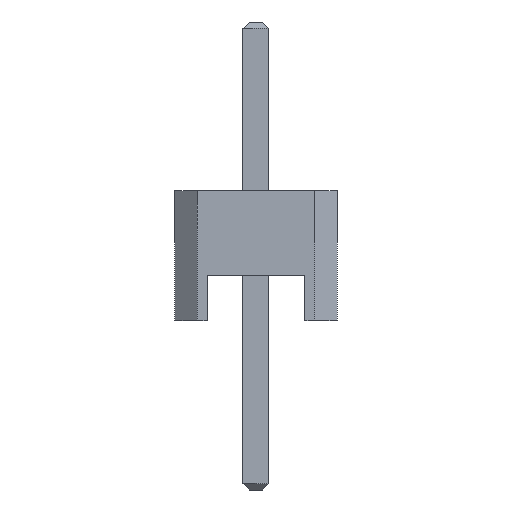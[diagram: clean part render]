
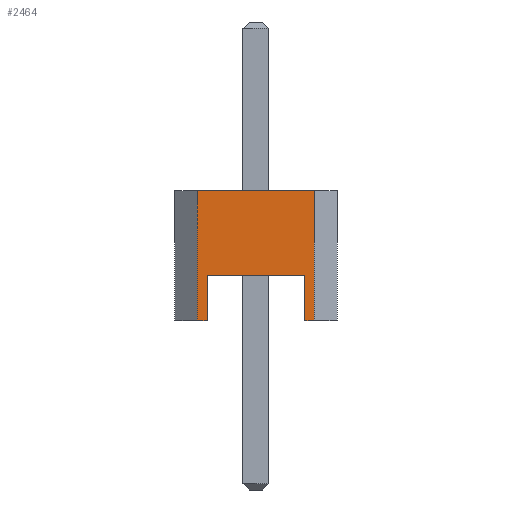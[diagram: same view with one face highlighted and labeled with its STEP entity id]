
A CAD part, left-side view. The second image highlights one B-rep face of the part: STEP entity #2464.
In plain terms, the highlighted planar face has unit normal (-1, 0, 0).
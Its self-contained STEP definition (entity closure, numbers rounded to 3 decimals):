
#67 = PLANE('',#68);
#68 = AXIS2_PLACEMENT_3D('',#69,#70,#71);
#69 = CARTESIAN_POINT('',(0.,0.,2.));
#70 = DIRECTION('',(0.,0.,1.));
#71 = DIRECTION('',(1.,0.,0.));
#1346 = VERTEX_POINT('',#1347);
#1347 = CARTESIAN_POINT('',(-3.81,0.9,2.));
#1361 = PLANE('',#1362);
#1362 = AXIS2_PLACEMENT_3D('',#1363,#1364,#1365);
#1363 = CARTESIAN_POINT('',(-3.81,0.9,0.));
#1364 = DIRECTION('',(-0.775,0.631,0.));
#1365 = DIRECTION('',(0.631,0.775,0.));
#1373 = EDGE_CURVE('',#1346,#1374,#1376,.T.);
#1374 = VERTEX_POINT('',#1375);
#1375 = CARTESIAN_POINT('',(-3.81,-0.9,2.));
#1376 = SURFACE_CURVE('',#1377,(#1381,#1388),.PCURVE_S1.);
#1377 = LINE('',#1378,#1379);
#1378 = CARTESIAN_POINT('',(-3.81,0.9,2.));
#1379 = VECTOR('',#1380,1.);
#1380 = DIRECTION('',(0.,-1.,0.));
#1381 = PCURVE('',#67,#1382);
#1382 = DEFINITIONAL_REPRESENTATION('',(#1383),#1387);
#1383 = LINE('',#1384,#1385);
#1384 = CARTESIAN_POINT('',(-3.81,0.9));
#1385 = VECTOR('',#1386,1.);
#1386 = DIRECTION('',(0.,-1.));
#1387 = ( GEOMETRIC_REPRESENTATION_CONTEXT(2) 
PARAMETRIC_REPRESENTATION_CONTEXT() REPRESENTATION_CONTEXT('2D SPACE',''
  ) );
#1388 = PCURVE('',#1389,#1394);
#1389 = PLANE('',#1390);
#1390 = AXIS2_PLACEMENT_3D('',#1391,#1392,#1393);
#1391 = CARTESIAN_POINT('',(-3.81,0.9,0.));
#1392 = DIRECTION('',(1.,0.,0.));
#1393 = DIRECTION('',(0.,-1.,0.));
#1394 = DEFINITIONAL_REPRESENTATION('',(#1395),#1399);
#1395 = LINE('',#1396,#1397);
#1396 = CARTESIAN_POINT('',(0.,-2.));
#1397 = VECTOR('',#1398,1.);
#1398 = DIRECTION('',(1.,0.));
#1399 = ( GEOMETRIC_REPRESENTATION_CONTEXT(2) 
PARAMETRIC_REPRESENTATION_CONTEXT() REPRESENTATION_CONTEXT('2D SPACE',''
  ) );
#1417 = PLANE('',#1418);
#1418 = AXIS2_PLACEMENT_3D('',#1419,#1420,#1421);
#1419 = CARTESIAN_POINT('',(-3.81,-0.9,0.));
#1420 = DIRECTION('',(0.775,0.631,0.));
#1421 = DIRECTION('',(0.631,-0.775,0.));
#2160 = PLANE('',#2161);
#2161 = AXIS2_PLACEMENT_3D('',#2162,#2163,#2164);
#2162 = CARTESIAN_POINT('',(0.,0.,0.)
  );
#2163 = DIRECTION('',(0.,0.,1.));
#2164 = DIRECTION('',(1.,0.,0.));
#2370 = EDGE_CURVE('',#2371,#1374,#2373,.T.);
#2371 = VERTEX_POINT('',#2372);
#2372 = CARTESIAN_POINT('',(-3.81,-0.9,0.));
#2373 = SURFACE_CURVE('',#2374,(#2378,#2385),.PCURVE_S1.);
#2374 = LINE('',#2375,#2376);
#2375 = CARTESIAN_POINT('',(-3.81,-0.9,0.));
#2376 = VECTOR('',#2377,1.);
#2377 = DIRECTION('',(0.,0.,1.));
#2378 = PCURVE('',#1417,#2379);
#2379 = DEFINITIONAL_REPRESENTATION('',(#2380),#2384);
#2380 = LINE('',#2381,#2382);
#2381 = CARTESIAN_POINT('',(0.,0.));
#2382 = VECTOR('',#2383,1.);
#2383 = DIRECTION('',(0.,-1.));
#2384 = ( GEOMETRIC_REPRESENTATION_CONTEXT(2) 
PARAMETRIC_REPRESENTATION_CONTEXT() REPRESENTATION_CONTEXT('2D SPACE',''
  ) );
#2385 = PCURVE('',#1389,#2386);
#2386 = DEFINITIONAL_REPRESENTATION('',(#2387),#2391);
#2387 = LINE('',#2388,#2389);
#2388 = CARTESIAN_POINT('',(1.8,0.));
#2389 = VECTOR('',#2390,1.);
#2390 = DIRECTION('',(0.,-1.));
#2391 = ( GEOMETRIC_REPRESENTATION_CONTEXT(2) 
PARAMETRIC_REPRESENTATION_CONTEXT() REPRESENTATION_CONTEXT('2D SPACE',''
  ) );
#2464 = ADVANCED_FACE('',(#2465),#1389,.F.);
#2465 = FACE_BOUND('',#2466,.F.);
#2466 = EDGE_LOOP('',(#2467,#2497,#2518,#2519,#2520,#2543,#2571,#2599));
#2467 = ORIENTED_EDGE('',*,*,#2468,.F.);
#2468 = EDGE_CURVE('',#2469,#2471,#2473,.T.);
#2469 = VERTEX_POINT('',#2470);
#2470 = CARTESIAN_POINT('',(-3.81,0.9,0.));
#2471 = VERTEX_POINT('',#2472);
#2472 = CARTESIAN_POINT('',(-3.81,0.75,0.));
#2473 = SURFACE_CURVE('',#2474,(#2478,#2485),.PCURVE_S1.);
#2474 = LINE('',#2475,#2476);
#2475 = CARTESIAN_POINT('',(-3.81,0.9,0.));
#2476 = VECTOR('',#2477,1.);
#2477 = DIRECTION('',(0.,-1.,0.));
#2478 = PCURVE('',#1389,#2479);
#2479 = DEFINITIONAL_REPRESENTATION('',(#2480),#2484);
#2480 = LINE('',#2481,#2482);
#2481 = CARTESIAN_POINT('',(0.,0.));
#2482 = VECTOR('',#2483,1.);
#2483 = DIRECTION('',(1.,0.));
#2484 = ( GEOMETRIC_REPRESENTATION_CONTEXT(2) 
PARAMETRIC_REPRESENTATION_CONTEXT() REPRESENTATION_CONTEXT('2D SPACE',''
  ) );
#2485 = PCURVE('',#2486,#2491);
#2486 = PLANE('',#2487);
#2487 = AXIS2_PLACEMENT_3D('',#2488,#2489,#2490);
#2488 = CARTESIAN_POINT('',(0.,0.,0.)
  );
#2489 = DIRECTION('',(0.,0.,1.));
#2490 = DIRECTION('',(1.,0.,0.));
#2491 = DEFINITIONAL_REPRESENTATION('',(#2492),#2496);
#2492 = LINE('',#2493,#2494);
#2493 = CARTESIAN_POINT('',(-3.81,0.9));
#2494 = VECTOR('',#2495,1.);
#2495 = DIRECTION('',(0.,-1.));
#2496 = ( GEOMETRIC_REPRESENTATION_CONTEXT(2) 
PARAMETRIC_REPRESENTATION_CONTEXT() REPRESENTATION_CONTEXT('2D SPACE',''
  ) );
#2497 = ORIENTED_EDGE('',*,*,#2498,.T.);
#2498 = EDGE_CURVE('',#2469,#1346,#2499,.T.);
#2499 = SURFACE_CURVE('',#2500,(#2504,#2511),.PCURVE_S1.);
#2500 = LINE('',#2501,#2502);
#2501 = CARTESIAN_POINT('',(-3.81,0.9,0.));
#2502 = VECTOR('',#2503,1.);
#2503 = DIRECTION('',(0.,0.,1.));
#2504 = PCURVE('',#1389,#2505);
#2505 = DEFINITIONAL_REPRESENTATION('',(#2506),#2510);
#2506 = LINE('',#2507,#2508);
#2507 = CARTESIAN_POINT('',(0.,0.));
#2508 = VECTOR('',#2509,1.);
#2509 = DIRECTION('',(0.,-1.));
#2510 = ( GEOMETRIC_REPRESENTATION_CONTEXT(2) 
PARAMETRIC_REPRESENTATION_CONTEXT() REPRESENTATION_CONTEXT('2D SPACE',''
  ) );
#2511 = PCURVE('',#1361,#2512);
#2512 = DEFINITIONAL_REPRESENTATION('',(#2513),#2517);
#2513 = LINE('',#2514,#2515);
#2514 = CARTESIAN_POINT('',(0.,0.));
#2515 = VECTOR('',#2516,1.);
#2516 = DIRECTION('',(0.,-1.));
#2517 = ( GEOMETRIC_REPRESENTATION_CONTEXT(2) 
PARAMETRIC_REPRESENTATION_CONTEXT() REPRESENTATION_CONTEXT('2D SPACE',''
  ) );
#2518 = ORIENTED_EDGE('',*,*,#1373,.T.);
#2519 = ORIENTED_EDGE('',*,*,#2370,.F.);
#2520 = ORIENTED_EDGE('',*,*,#2521,.F.);
#2521 = EDGE_CURVE('',#2522,#2371,#2524,.T.);
#2522 = VERTEX_POINT('',#2523);
#2523 = CARTESIAN_POINT('',(-3.81,-0.75,0.));
#2524 = SURFACE_CURVE('',#2525,(#2529,#2536),.PCURVE_S1.);
#2525 = LINE('',#2526,#2527);
#2526 = CARTESIAN_POINT('',(-3.81,0.9,0.));
#2527 = VECTOR('',#2528,1.);
#2528 = DIRECTION('',(0.,-1.,0.));
#2529 = PCURVE('',#1389,#2530);
#2530 = DEFINITIONAL_REPRESENTATION('',(#2531),#2535);
#2531 = LINE('',#2532,#2533);
#2532 = CARTESIAN_POINT('',(0.,0.));
#2533 = VECTOR('',#2534,1.);
#2534 = DIRECTION('',(1.,0.));
#2535 = ( GEOMETRIC_REPRESENTATION_CONTEXT(2) 
PARAMETRIC_REPRESENTATION_CONTEXT() REPRESENTATION_CONTEXT('2D SPACE',''
  ) );
#2536 = PCURVE('',#2160,#2537);
#2537 = DEFINITIONAL_REPRESENTATION('',(#2538),#2542);
#2538 = LINE('',#2539,#2540);
#2539 = CARTESIAN_POINT('',(-3.81,0.9));
#2540 = VECTOR('',#2541,1.);
#2541 = DIRECTION('',(0.,-1.));
#2542 = ( GEOMETRIC_REPRESENTATION_CONTEXT(2) 
PARAMETRIC_REPRESENTATION_CONTEXT() REPRESENTATION_CONTEXT('2D SPACE',''
  ) );
#2543 = ORIENTED_EDGE('',*,*,#2544,.T.);
#2544 = EDGE_CURVE('',#2522,#2545,#2547,.T.);
#2545 = VERTEX_POINT('',#2546);
#2546 = CARTESIAN_POINT('',(-3.81,-0.75,0.7));
#2547 = SURFACE_CURVE('',#2548,(#2552,#2559),.PCURVE_S1.);
#2548 = LINE('',#2549,#2550);
#2549 = CARTESIAN_POINT('',(-3.81,-0.75,0.));
#2550 = VECTOR('',#2551,1.);
#2551 = DIRECTION('',(0.,0.,1.));
#2552 = PCURVE('',#1389,#2553);
#2553 = DEFINITIONAL_REPRESENTATION('',(#2554),#2558);
#2554 = LINE('',#2555,#2556);
#2555 = CARTESIAN_POINT('',(1.65,0.));
#2556 = VECTOR('',#2557,1.);
#2557 = DIRECTION('',(0.,-1.));
#2558 = ( GEOMETRIC_REPRESENTATION_CONTEXT(2) 
PARAMETRIC_REPRESENTATION_CONTEXT() REPRESENTATION_CONTEXT('2D SPACE',''
  ) );
#2559 = PCURVE('',#2560,#2565);
#2560 = PLANE('',#2561);
#2561 = AXIS2_PLACEMENT_3D('',#2562,#2563,#2564);
#2562 = CARTESIAN_POINT('',(-3.81,-0.75,0.));
#2563 = DIRECTION('',(0.,1.,0.));
#2564 = DIRECTION('',(1.,0.,0.));
#2565 = DEFINITIONAL_REPRESENTATION('',(#2566),#2570);
#2566 = LINE('',#2567,#2568);
#2567 = CARTESIAN_POINT('',(0.,0.));
#2568 = VECTOR('',#2569,1.);
#2569 = DIRECTION('',(0.,-1.));
#2570 = ( GEOMETRIC_REPRESENTATION_CONTEXT(2) 
PARAMETRIC_REPRESENTATION_CONTEXT() REPRESENTATION_CONTEXT('2D SPACE',''
  ) );
#2571 = ORIENTED_EDGE('',*,*,#2572,.F.);
#2572 = EDGE_CURVE('',#2573,#2545,#2575,.T.);
#2573 = VERTEX_POINT('',#2574);
#2574 = CARTESIAN_POINT('',(-3.81,0.75,0.7));
#2575 = SURFACE_CURVE('',#2576,(#2580,#2587),.PCURVE_S1.);
#2576 = LINE('',#2577,#2578);
#2577 = CARTESIAN_POINT('',(-3.81,0.75,0.7));
#2578 = VECTOR('',#2579,1.);
#2579 = DIRECTION('',(0.,-1.,0.));
#2580 = PCURVE('',#1389,#2581);
#2581 = DEFINITIONAL_REPRESENTATION('',(#2582),#2586);
#2582 = LINE('',#2583,#2584);
#2583 = CARTESIAN_POINT('',(0.15,-0.7));
#2584 = VECTOR('',#2585,1.);
#2585 = DIRECTION('',(1.,0.));
#2586 = ( GEOMETRIC_REPRESENTATION_CONTEXT(2) 
PARAMETRIC_REPRESENTATION_CONTEXT() REPRESENTATION_CONTEXT('2D SPACE',''
  ) );
#2587 = PCURVE('',#2588,#2593);
#2588 = PLANE('',#2589);
#2589 = AXIS2_PLACEMENT_3D('',#2590,#2591,#2592);
#2590 = CARTESIAN_POINT('',(0.,0.,0.7));
#2591 = DIRECTION('',(0.,0.,1.));
#2592 = DIRECTION('',(1.,0.,0.));
#2593 = DEFINITIONAL_REPRESENTATION('',(#2594),#2598);
#2594 = LINE('',#2595,#2596);
#2595 = CARTESIAN_POINT('',(-3.81,0.75));
#2596 = VECTOR('',#2597,1.);
#2597 = DIRECTION('',(0.,-1.));
#2598 = ( GEOMETRIC_REPRESENTATION_CONTEXT(2) 
PARAMETRIC_REPRESENTATION_CONTEXT() REPRESENTATION_CONTEXT('2D SPACE',''
  ) );
#2599 = ORIENTED_EDGE('',*,*,#2600,.F.);
#2600 = EDGE_CURVE('',#2471,#2573,#2601,.T.);
#2601 = SURFACE_CURVE('',#2602,(#2606,#2613),.PCURVE_S1.);
#2602 = LINE('',#2603,#2604);
#2603 = CARTESIAN_POINT('',(-3.81,0.75,0.));
#2604 = VECTOR('',#2605,1.);
#2605 = DIRECTION('',(0.,0.,1.));
#2606 = PCURVE('',#1389,#2607);
#2607 = DEFINITIONAL_REPRESENTATION('',(#2608),#2612);
#2608 = LINE('',#2609,#2610);
#2609 = CARTESIAN_POINT('',(0.15,0.));
#2610 = VECTOR('',#2611,1.);
#2611 = DIRECTION('',(0.,-1.));
#2612 = ( GEOMETRIC_REPRESENTATION_CONTEXT(2) 
PARAMETRIC_REPRESENTATION_CONTEXT() REPRESENTATION_CONTEXT('2D SPACE',''
  ) );
#2613 = PCURVE('',#2614,#2619);
#2614 = PLANE('',#2615);
#2615 = AXIS2_PLACEMENT_3D('',#2616,#2617,#2618);
#2616 = CARTESIAN_POINT('',(3.81,0.75,0.));
#2617 = DIRECTION('',(0.,-1.,0.));
#2618 = DIRECTION('',(-1.,0.,0.));
#2619 = DEFINITIONAL_REPRESENTATION('',(#2620),#2624);
#2620 = LINE('',#2621,#2622);
#2621 = CARTESIAN_POINT('',(7.62,0.));
#2622 = VECTOR('',#2623,1.);
#2623 = DIRECTION('',(0.,-1.));
#2624 = ( GEOMETRIC_REPRESENTATION_CONTEXT(2) 
PARAMETRIC_REPRESENTATION_CONTEXT() REPRESENTATION_CONTEXT('2D SPACE',''
  ) );
